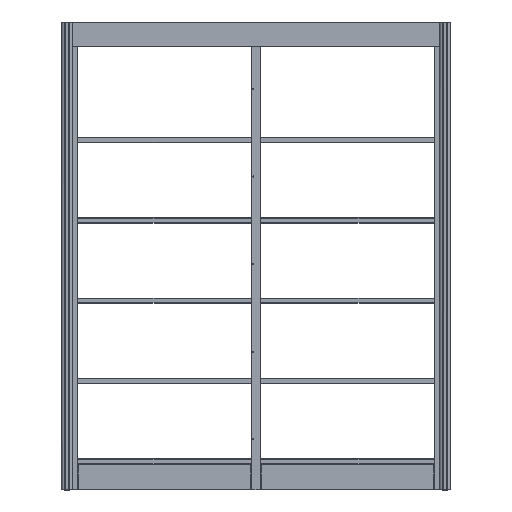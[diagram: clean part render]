
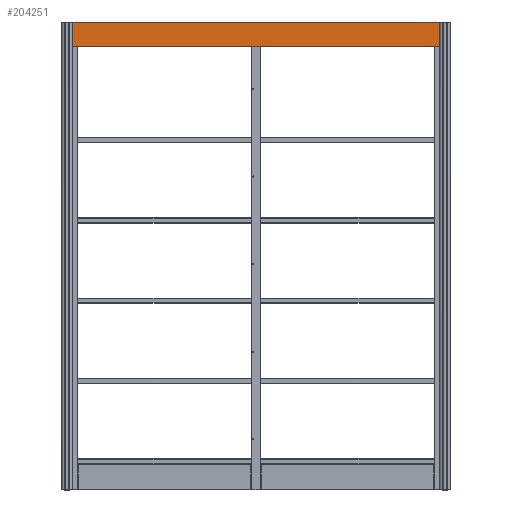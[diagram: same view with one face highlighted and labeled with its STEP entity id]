
A CAD part, top view. The second image highlights one B-rep face of the part: STEP entity #204251.
In plain terms, the highlighted free-form (B-spline) face has degree [1, 1] with [2, 2] control points.
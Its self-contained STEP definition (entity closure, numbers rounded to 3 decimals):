
#204251 = ADVANCED_FACE('',(#204252),#204282,.T.);
#204252 = FACE_BOUND('',#204253,.F.);
#204253 = EDGE_LOOP('',(#204254,#204263,#204270,#204277));
#204254 = ORIENTED_EDGE('',*,*,#204255,.F.);
#204255 = EDGE_CURVE('',#204256,#204258,#204260,.T.);
#204256 = VERTEX_POINT('',#204257);
#204257 = CARTESIAN_POINT('',(21.818,2433.365,
    20.037));
#204258 = VERTEX_POINT('',#204259);
#204259 = CARTESIAN_POINT('',(2035.522,2433.365,
    20.037));
#204260 = B_SPLINE_CURVE_WITH_KNOTS('',1,(#204261,#204262),
  .UNSPECIFIED.,.F.,.F.,(2,2),(0.,1809.),.PIECEWISE_BEZIER_KNOTS.);
#204261 = CARTESIAN_POINT('',(21.818,2433.365,
    20.037));
#204262 = CARTESIAN_POINT('',(2035.522,2433.365,
    20.037));
#204263 = ORIENTED_EDGE('',*,*,#204264,.F.);
#204264 = EDGE_CURVE('',#204265,#204256,#204267,.T.);
#204265 = VERTEX_POINT('',#204266);
#204266 = CARTESIAN_POINT('',(21.818,2566.944,
    20.037));
#204267 = B_SPLINE_CURVE_WITH_KNOTS('',1,(#204268,#204269),
  .UNSPECIFIED.,.F.,.F.,(2,2),(0.,120.),.PIECEWISE_BEZIER_KNOTS.);
#204268 = CARTESIAN_POINT('',(21.818,2566.944,
    20.037));
#204269 = CARTESIAN_POINT('',(21.818,2433.365,
    20.037));
#204270 = ORIENTED_EDGE('',*,*,#204271,.F.);
#204271 = EDGE_CURVE('',#204272,#204265,#204274,.T.);
#204272 = VERTEX_POINT('',#204273);
#204273 = CARTESIAN_POINT('',(2035.522,2566.944,
    20.037));
#204274 = B_SPLINE_CURVE_WITH_KNOTS('',1,(#204275,#204276),
  .UNSPECIFIED.,.F.,.F.,(2,2),(0.,1809.),.PIECEWISE_BEZIER_KNOTS.);
#204275 = CARTESIAN_POINT('',(2035.522,2566.944,
    20.037));
#204276 = CARTESIAN_POINT('',(21.818,2566.944,
    20.037));
#204277 = ORIENTED_EDGE('',*,*,#204278,.F.);
#204278 = EDGE_CURVE('',#204258,#204272,#204279,.T.);
#204279 = B_SPLINE_CURVE_WITH_KNOTS('',1,(#204280,#204281),
  .UNSPECIFIED.,.F.,.F.,(2,2),(0.,120.),.PIECEWISE_BEZIER_KNOTS.);
#204280 = CARTESIAN_POINT('',(2035.522,2433.365,
    20.037));
#204281 = CARTESIAN_POINT('',(2035.522,2566.944,
    20.037));
#204282 = B_SPLINE_SURFACE_WITH_KNOTS('',1,1,(
    (#204283,#204284)
    ,(#204285,#204286
    )),.UNSPECIFIED.,.F.,.F.,.F.,(2,2),(2,2),(-904.5,904.5),(-60.,60.),
  .PIECEWISE_BEZIER_KNOTS.);
#204283 = CARTESIAN_POINT('',(21.818,2433.365,
    20.037));
#204284 = CARTESIAN_POINT('',(21.818,2566.944,
    20.037));
#204285 = CARTESIAN_POINT('',(2035.522,2433.365,
    20.037));
#204286 = CARTESIAN_POINT('',(2035.522,2566.944,
    20.037));
